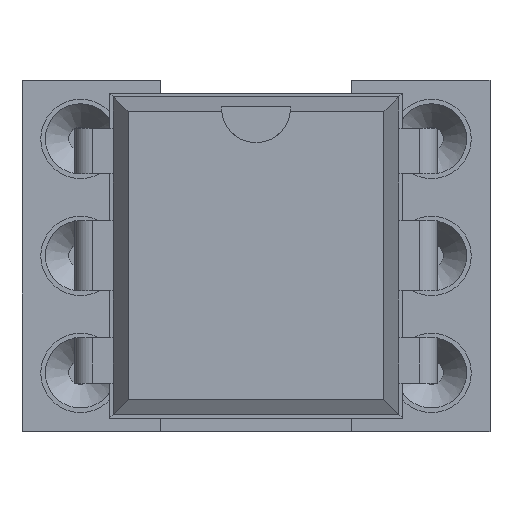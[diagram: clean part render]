
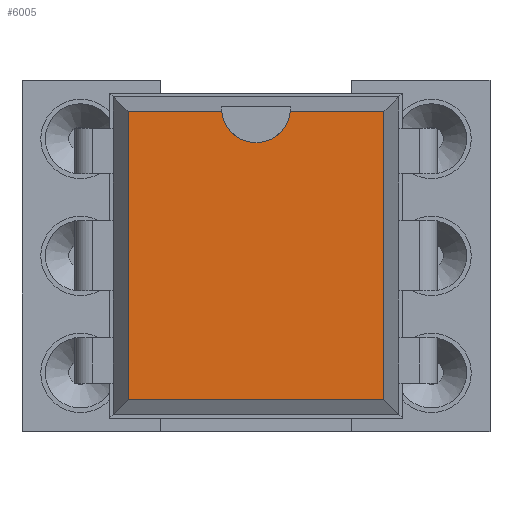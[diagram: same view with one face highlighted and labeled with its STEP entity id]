
A CAD part, top view. The second image highlights one B-rep face of the part: STEP entity #6005.
In plain terms, the highlighted planar face has unit normal (0, 0, 1).
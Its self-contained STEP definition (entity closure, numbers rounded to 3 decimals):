
#4500 = VERTEX_POINT('',#4501);
#4501 = CARTESIAN_POINT('',(6.586,0.586,7.28));
#4506 = EDGE_CURVE('',#4507,#4500,#4509,.T.);
#4507 = VERTEX_POINT('',#4508);
#4508 = CARTESIAN_POINT('',(6.586,-5.666,7.28));
#4509 = LINE('',#4510,#4511);
#4510 = CARTESIAN_POINT('',(6.586,-5.666,7.28));
#4511 = VECTOR('',#4512,1.);
#4512 = DIRECTION('',(0.,1.,0.));
#5066 = VERTEX_POINT('',#5067);
#5067 = CARTESIAN_POINT('',(1.034,0.586,7.28));
#5072 = EDGE_CURVE('',#5073,#5066,#5075,.T.);
#5073 = VERTEX_POINT('',#5074);
#5074 = CARTESIAN_POINT('',(3.064,0.586,7.28));
#5075 = LINE('',#5076,#5077);
#5076 = CARTESIAN_POINT('',(6.586,0.586,7.28));
#5077 = VECTOR('',#5078,1.);
#5078 = DIRECTION('',(-1.,0.,0.));
#5293 = VERTEX_POINT('',#5294);
#5294 = CARTESIAN_POINT('',(4.556,0.586,7.28));
#5398 = EDGE_CURVE('',#4500,#5293,#5399,.T.);
#5399 = LINE('',#5400,#5401);
#5400 = CARTESIAN_POINT('',(6.586,0.586,7.28));
#5401 = VECTOR('',#5402,1.);
#5402 = DIRECTION('',(-1.,0.,0.));
#5435 = VERTEX_POINT('',#5436);
#5436 = CARTESIAN_POINT('',(1.034,-5.666,7.28));
#5441 = EDGE_CURVE('',#5066,#5435,#5442,.T.);
#5442 = LINE('',#5443,#5444);
#5443 = CARTESIAN_POINT('',(1.034,0.586,7.28));
#5444 = VECTOR('',#5445,1.);
#5445 = DIRECTION('',(0.,-1.,0.));
#5994 = EDGE_CURVE('',#5435,#4507,#5995,.T.);
#5995 = LINE('',#5996,#5997);
#5996 = CARTESIAN_POINT('',(1.034,-5.666,7.28));
#5997 = VECTOR('',#5998,1.);
#5998 = DIRECTION('',(1.,0.,0.));
#6005 = ADVANCED_FACE('',(#6006),#6029,.F.);
#6006 = FACE_BOUND('',#6007,.F.);
#6007 = EDGE_LOOP('',(#6008,#6009,#6010,#6011,#6012,#6021,#6028));
#6008 = ORIENTED_EDGE('',*,*,#4506,.F.);
#6009 = ORIENTED_EDGE('',*,*,#5994,.F.);
#6010 = ORIENTED_EDGE('',*,*,#5441,.F.);
#6011 = ORIENTED_EDGE('',*,*,#5072,.F.);
#6012 = ORIENTED_EDGE('',*,*,#6013,.F.);
#6013 = EDGE_CURVE('',#6014,#5073,#6016,.T.);
#6014 = VERTEX_POINT('',#6015);
#6015 = CARTESIAN_POINT('',(3.81,-0.089,7.28));
#6016 = CIRCLE('',#6017,0.75);
#6017 = AXIS2_PLACEMENT_3D('',#6018,#6019,#6020);
#6018 = CARTESIAN_POINT('',(3.81,0.661,7.28));
#6019 = DIRECTION('',(0.,0.,-1.));
#6020 = DIRECTION('',(0.,-1.,0.));
#6021 = ORIENTED_EDGE('',*,*,#6022,.F.);
#6022 = EDGE_CURVE('',#5293,#6014,#6023,.T.);
#6023 = CIRCLE('',#6024,0.75);
#6024 = AXIS2_PLACEMENT_3D('',#6025,#6026,#6027);
#6025 = CARTESIAN_POINT('',(3.81,0.661,7.28));
#6026 = DIRECTION('',(0.,0.,-1.));
#6027 = DIRECTION('',(0.,-1.,0.));
#6028 = ORIENTED_EDGE('',*,*,#5398,.F.);
#6029 = PLANE('',#6030);
#6030 = AXIS2_PLACEMENT_3D('',#6031,#6032,#6033);
#6031 = CARTESIAN_POINT('',(6.586,-5.666,7.28));
#6032 = DIRECTION('',(0.,0.,-1.));
#6033 = DIRECTION('',(-0.664,0.748,0.));
